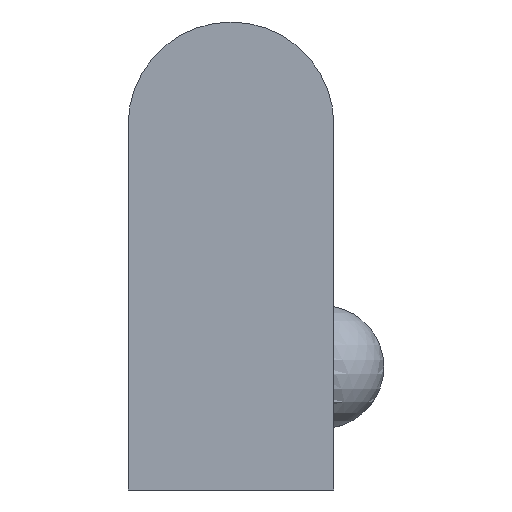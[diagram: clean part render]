
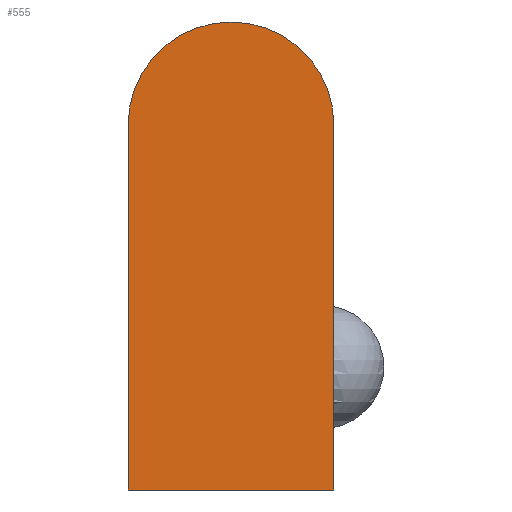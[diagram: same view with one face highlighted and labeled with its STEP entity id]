
A CAD part, left-side view. The second image highlights one B-rep face of the part: STEP entity #555.
In plain terms, the highlighted planar face has unit normal (-1, 0, 0).
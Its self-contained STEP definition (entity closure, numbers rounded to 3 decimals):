
#409=CARTESIAN_POINT('POINT31',(-13.6,20.,-43.7));
#410=VERTEX_POINT('VERTEX31',#409);
#417=CARTESIAN_POINT('POINT32',(-13.6,20.,27.3));
#418=VERTEX_POINT('VERTEX32',#417);
#419=CARTESIAN_POINT('POS44',(-13.6,20.,-43.7));
#420=DIRECTION('DIR69',(0.,0.,1.));
#421=VECTOR('VEC19',#420,1.);
#422=LINE('STRAIGHT19',#419,#421);
#423=EDGE_CURVE('EDGE41',#410,#418,#422,.T.);
#508=CARTESIAN_POINT('POINT38',(-13.6,-20.,-43.7));
#509=VERTEX_POINT('VERTEX38',#508);
#516=CARTESIAN_POINT('POS55',(-13.6,-20.,-43.7));
#517=DIRECTION('DIR84',(0.,1.,0.));
#518=VECTOR('VEC26',#517,1.);
#519=LINE('STRAIGHT26',#516,#518);
#520=EDGE_CURVE('EDGE50',#509,#410,#519,.T.);
#531=CARTESIAN_POINT('POINT39',(-13.6,-20.,27.3));
#532=VERTEX_POINT('VERTEX39',#531);
#533=CARTESIAN_POINT('POS57',(-13.6,0.,27.3)
   );
#534=DIRECTION('DIR87',(1.,0.,0.));
#535=DIRECTION('DIR88',(0.,0.,1.));
#536=AXIS2_PLACEMENT_3D('AXIS31',#533,#534,#535);
#537=CIRCLE('ELLIPSE15',#536,20.);
#538=EDGE_CURVE('EDGE51',#418,#532,#537,.T.);
#539=ORIENTED_EDGE('COEDGE81',*,*,#538,.F.);
#540=ORIENTED_EDGE('COEDGE82',*,*,#423,.F.);
#541=ORIENTED_EDGE('COEDGE83',*,*,#520,.F.);
#542=CARTESIAN_POINT('POS58',(-13.6,-20.,27.3));
#543=DIRECTION('DIR89',(0.,0.,-1.));
#544=VECTOR('VEC27',#543,1.);
#545=LINE('STRAIGHT27',#542,#544);
#546=EDGE_CURVE('EDGE52',#532,#509,#545,.T.);
#547=ORIENTED_EDGE('COEDGE84',*,*,#546,.F.);
#548=EDGE_LOOP('NONE',(#539,#540,#541,#547));
#549=FACE_BOUND('LOOP1',#548,.T.);
#550=CARTESIAN_POINT('POS59',(-13.6,0.,
   -1.692));
#551=DIRECTION('DIR90',(1.,0.,0.));
#552=DIRECTION('DIR91',(0.,1.,0.));
#553=AXIS2_PLACEMENT_3D('AXIS32',#550,#551,#552);
#554=PLANE('PLANE12',#553);
#555=ADVANCED_FACE('FACE21',(#549),#554,.F.);
